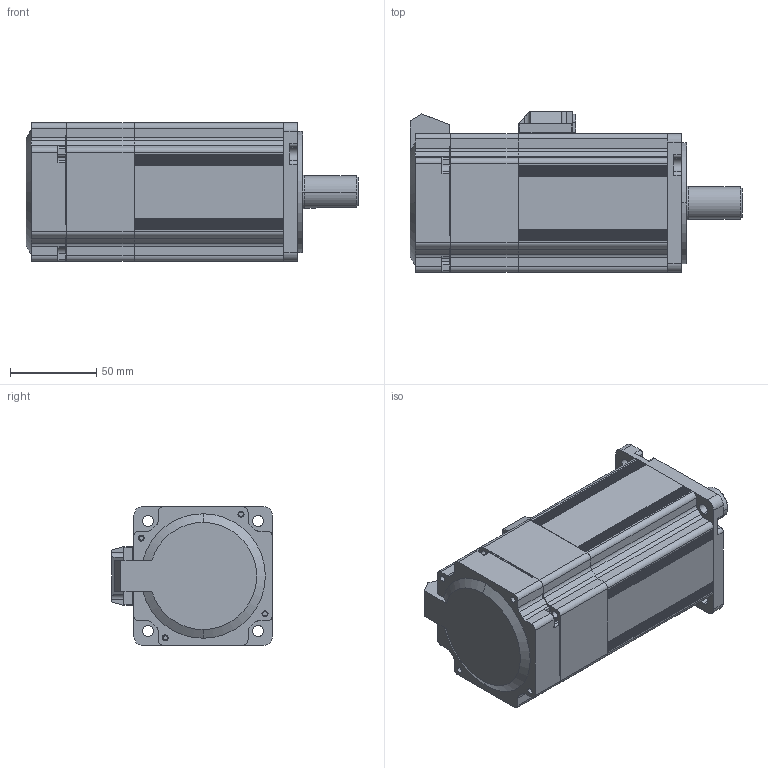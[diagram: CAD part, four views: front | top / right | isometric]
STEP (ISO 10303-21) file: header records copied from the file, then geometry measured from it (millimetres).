
FILE_DESCRIPTION (( 'STEP AP203' ), '1' );
FILE_NAME ('MS6H-80CS(CM)30BZ1-20P7.STEP', '2020-09-29T04:59:27', ( '' ), ( '' ), 'SwSTEP 2.0', 'SolidWorks 2016', '' );
FILE_SCHEMA (( 'CONFIG_CONTROL_DESIGN' ));
Length unit declared in the file: millimetre
Products named in the file (1): MS6H-80CS(CM)30BZ1-20P7
Bounding box: 192 x 92.8 x 80 mm (x, y, z)
Surface area: 81387.7 mm2 (no closed solid volume)
Topology: 0 solids, 106 shells, 944 faces, 2954 edges, 2080 vertices
Faces by surface type: cylinder 569, plane 275, cone 32, bspline 25, sphere 24, torus 19
Entity records: 33444 total; most frequent: CARTESIAN_POINT 7230, DIRECTION 6050, ORIENTED_EDGE 4376, EDGE_CURVE 2930, AXIS2_PLACEMENT_3D 2286, VERTEX_POINT 2080, VECTOR 1478, LINE 1478
